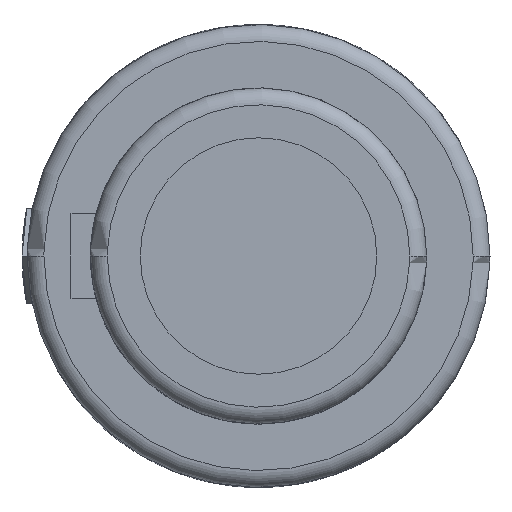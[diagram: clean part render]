
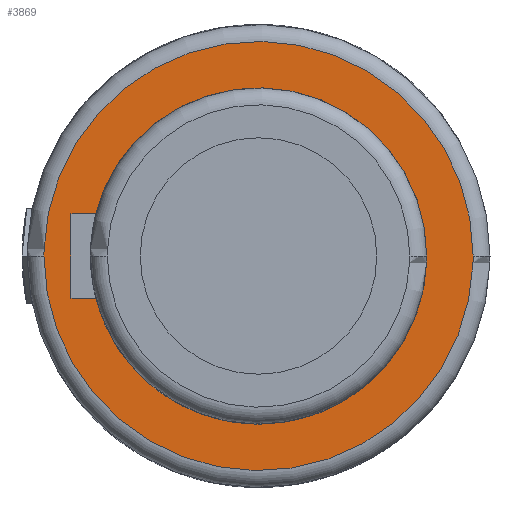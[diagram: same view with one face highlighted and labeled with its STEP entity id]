
A CAD part, left-side view. The second image highlights one B-rep face of the part: STEP entity #3869.
In plain terms, the highlighted planar face has unit normal (-1, 0, 0).
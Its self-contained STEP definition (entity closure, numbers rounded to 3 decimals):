
#717=CARTESIAN_POINT('',(-6.7,0.,0.));
#718=DIRECTION('',(1.,0.,0.));
#719=DIRECTION('',(0.,1.,0.));
#720=AXIS2_PLACEMENT_3D('',#717,#718,#719);
#722=CARTESIAN_POINT('',(-6.7,0.,0.));
#723=DIRECTION('',(1.,0.,0.));
#724=DIRECTION('',(0.,0.999,0.032));
#725=AXIS2_PLACEMENT_3D('',#722,#723,#724);
#727=CARTESIAN_POINT('',(-6.7,0.,0.));
#728=DIRECTION('',(1.,0.,0.));
#729=DIRECTION('',(0.,-1.,0.));
#730=AXIS2_PLACEMENT_3D('',#727,#728,#729);
#732=CARTESIAN_POINT('',(-6.7,0.,0.));
#733=DIRECTION('',(1.,0.,0.));
#734=DIRECTION('',(0.,-0.999,-0.032));
#735=AXIS2_PLACEMENT_3D('',#732,#733,#734);
#737=DIRECTION('',(0.,-1.,0.));
#738=VECTOR('',#737,0.735);
#739=CARTESIAN_POINT('',(-6.7,5.55,-1.25));
#740=LINE('',#739,#738);
#741=CARTESIAN_POINT('',(-6.7,0.,0.));
#742=DIRECTION('',(-1.,0.,0.));
#743=DIRECTION('',(0.,0.968,-0.251));
#744=AXIS2_PLACEMENT_3D('',#741,#742,#743);
#746=CARTESIAN_POINT('',(-6.7,0.,0.));
#747=DIRECTION('',(-1.,0.,0.));
#748=DIRECTION('',(0.,-1.,0.));
#749=AXIS2_PLACEMENT_3D('',#746,#747,#748);
#751=DIRECTION('',(0.,0.,-1.));
#752=VECTOR('',#751,2.5);
#753=CARTESIAN_POINT('',(-6.7,5.55,1.25));
#754=LINE('',#753,#752);
#800=DIRECTION('',(0.,-1.,0.));
#801=VECTOR('',#800,0.735);
#802=CARTESIAN_POINT('',(-6.7,5.55,1.25));
#803=LINE('',#802,#801);
#2798=CARTESIAN_POINT('',(-6.7,4.815,-1.25));
#2800=VERTEX_POINT('',#2798);
#2804=CARTESIAN_POINT('',(-6.7,-4.975,0.));
#2805=VERTEX_POINT('',#2804);
#2808=CARTESIAN_POINT('',(-6.7,5.55,-1.25));
#2809=VERTEX_POINT('',#2808);
#2814=CARTESIAN_POINT('',(-6.7,5.55,1.25));
#2815=VERTEX_POINT('',#2814);
#2816=CARTESIAN_POINT('',(-6.7,6.347,0.202));
#2817=CARTESIAN_POINT('',(-6.7,-6.35,0.));
#2818=VERTEX_POINT('',#2816);
#2819=VERTEX_POINT('',#2817);
#2820=CARTESIAN_POINT('',(-6.7,6.35,0.));
#2821=VERTEX_POINT('',#2820);
#2822=CARTESIAN_POINT('',(-6.7,-6.347,-0.202));
#2823=VERTEX_POINT('',#2822);
#2824=CARTESIAN_POINT('',(-6.7,4.815,1.25));
#2825=VERTEX_POINT('',#2824);
#3844=CARTESIAN_POINT('',(-6.7,0.,0.));
#3845=DIRECTION('',(1.,0.,0.));
#3846=DIRECTION('',(0.,-1.,0.));
#3847=AXIS2_PLACEMENT_3D('',#3844,#3845,#3846);
#3848=PLANE('',#3847);
#3849=ORIENTED_EDGE('',*,*,#3833,.T.);
#3850=ORIENTED_EDGE('',*,*,#3831,.T.);
#3852=ORIENTED_EDGE('',*,*,#3851,.T.);
#3854=ORIENTED_EDGE('',*,*,#3853,.T.);
#3855=EDGE_LOOP('',(#3849,#3850,#3852,#3854));
#3856=FACE_OUTER_BOUND('',#3855,.F.);
#3858=ORIENTED_EDGE('',*,*,#3857,.T.);
#3860=ORIENTED_EDGE('',*,*,#3859,.T.);
#3862=ORIENTED_EDGE('',*,*,#3861,.T.);
#3864=ORIENTED_EDGE('',*,*,#3863,.F.);
#3866=ORIENTED_EDGE('',*,*,#3865,.T.);
#3867=EDGE_LOOP('',(#3858,#3860,#3862,#3864,#3866));
#3868=FACE_BOUND('',#3867,.F.);
#721=CIRCLE('',#720,6.35);
#726=CIRCLE('',#725,6.35);
#731=CIRCLE('',#730,6.35);
#736=CIRCLE('',#735,6.35);
#745=CIRCLE('',#744,4.975);
#750=CIRCLE('',#749,4.975);
#3831=EDGE_CURVE('',#2818,#2819,#726,.T.);
#3833=EDGE_CURVE('',#2821,#2818,#721,.T.);
#3851=EDGE_CURVE('',#2819,#2823,#731,.T.);
#3853=EDGE_CURVE('',#2823,#2821,#736,.T.);
#3857=EDGE_CURVE('',#2809,#2800,#740,.T.);
#3859=EDGE_CURVE('',#2800,#2805,#745,.T.);
#3861=EDGE_CURVE('',#2805,#2825,#750,.T.);
#3863=EDGE_CURVE('',#2815,#2825,#803,.T.);
#3865=EDGE_CURVE('',#2815,#2809,#754,.T.);
#3869=ADVANCED_FACE('',(#3856,#3868),#3848,.F.);
